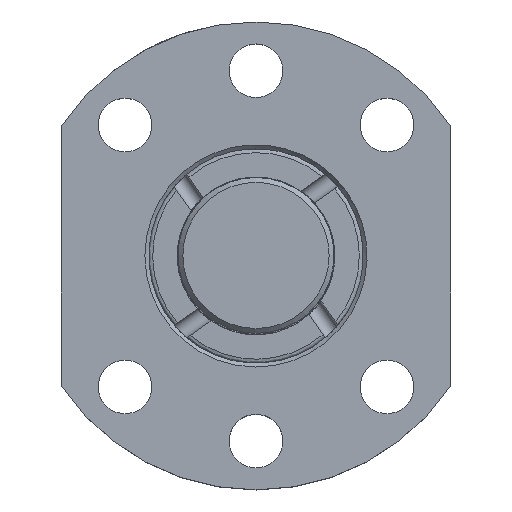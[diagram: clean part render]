
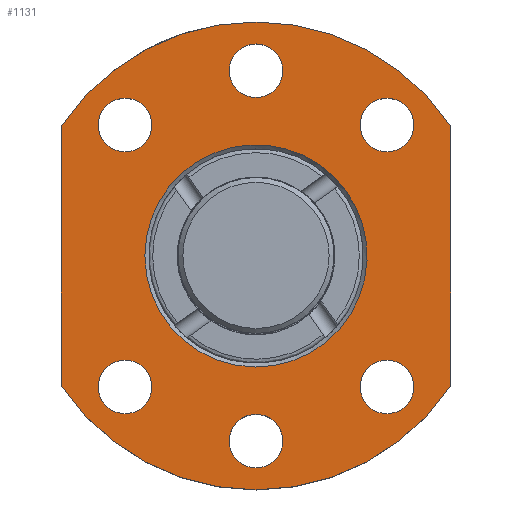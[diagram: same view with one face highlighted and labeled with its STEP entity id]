
A CAD part, top view. The second image highlights one B-rep face of the part: STEP entity #1131.
In plain terms, the highlighted planar face has unit normal (0, 0, 1).
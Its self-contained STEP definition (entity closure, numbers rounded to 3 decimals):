
#60=LINE('',#2050,#100);
#61=LINE('',#2051,#101);
#100=VECTOR('',#1529,1000.);
#101=VECTOR('',#1530,1000.);
#124=PLANE('',#1266);
#308=ORIENTED_EDGE('',*,*,#604,.T.);
#309=ORIENTED_EDGE('',*,*,#605,.T.);
#310=ORIENTED_EDGE('',*,*,#599,.F.);
#311=ORIENTED_EDGE('',*,*,#606,.T.);
#312=ORIENTED_EDGE('',*,*,#595,.F.);
#313=ORIENTED_EDGE('',*,*,#607,.T.);
#314=ORIENTED_EDGE('',*,*,#608,.T.);
#315=ORIENTED_EDGE('',*,*,#609,.T.);
#316=ORIENTED_EDGE('',*,*,#610,.T.);
#317=ORIENTED_EDGE('',*,*,#611,.T.);
#318=ORIENTED_EDGE('',*,*,#612,.T.);
#595=EDGE_CURVE('',#721,#722,#803,.T.);
#599=EDGE_CURVE('',#725,#726,#805,.T.);
#604=EDGE_CURVE('',#730,#730,#807,.T.);
#605=EDGE_CURVE('',#731,#731,#808,.T.);
#606=EDGE_CURVE('',#725,#722,#60,.T.);
#607=EDGE_CURVE('',#721,#726,#61,.T.);
#608=EDGE_CURVE('',#732,#732,#809,.T.);
#609=EDGE_CURVE('',#733,#733,#810,.T.);
#610=EDGE_CURVE('',#734,#734,#811,.T.);
#611=EDGE_CURVE('',#735,#735,#812,.T.);
#612=EDGE_CURVE('',#736,#736,#813,.T.);
#721=VERTEX_POINT('',#2017);
#722=VERTEX_POINT('',#2018);
#725=VERTEX_POINT('',#2026);
#726=VERTEX_POINT('',#2027);
#730=VERTEX_POINT('',#2047);
#731=VERTEX_POINT('',#2049);
#732=VERTEX_POINT('',#2053);
#733=VERTEX_POINT('',#2055);
#734=VERTEX_POINT('',#2057);
#735=VERTEX_POINT('',#2059);
#736=VERTEX_POINT('',#2061);
#803=CIRCLE('',#1261,24.);
#805=CIRCLE('',#1264,24.);
#807=CIRCLE('',#1267,11.4);
#808=CIRCLE('',#1268,2.75);
#809=CIRCLE('',#1269,2.75);
#810=CIRCLE('',#1270,2.75);
#811=CIRCLE('',#1271,2.75);
#812=CIRCLE('',#1272,2.75);
#813=CIRCLE('',#1273,2.75);
#870=EDGE_LOOP('',(#308));
#871=EDGE_LOOP('',(#309));
#872=EDGE_LOOP('',(#310,#311,#312,#313));
#873=EDGE_LOOP('',(#314));
#874=EDGE_LOOP('',(#315));
#875=EDGE_LOOP('',(#316));
#876=EDGE_LOOP('',(#317));
#877=EDGE_LOOP('',(#318));
#984=FACE_BOUND('',#870,.T.);
#985=FACE_BOUND('',#871,.T.);
#986=FACE_BOUND('',#872,.T.);
#987=FACE_BOUND('',#873,.T.);
#988=FACE_BOUND('',#874,.T.);
#989=FACE_BOUND('',#875,.T.);
#990=FACE_BOUND('',#876,.T.);
#991=FACE_BOUND('',#877,.T.);
#1131=ADVANCED_FACE('',(#984,#985,#986,#987,#988,#989,#990,#991),#124,.T.);
#1261=AXIS2_PLACEMENT_3D('',#2016,#1509,#1510);
#1264=AXIS2_PLACEMENT_3D('',#2025,#1517,#1518);
#1266=AXIS2_PLACEMENT_3D('',#2045,#1523,#1524);
#1267=AXIS2_PLACEMENT_3D('',#2046,#1525,#1526);
#1268=AXIS2_PLACEMENT_3D('',#2048,#1527,#1528);
#1269=AXIS2_PLACEMENT_3D('',#2052,#1531,#1532);
#1270=AXIS2_PLACEMENT_3D('',#2054,#1533,#1534);
#1271=AXIS2_PLACEMENT_3D('',#2056,#1535,#1536);
#1272=AXIS2_PLACEMENT_3D('',#2058,#1537,#1538);
#1273=AXIS2_PLACEMENT_3D('',#2060,#1539,#1540);
#1509=DIRECTION('',(0.,0.,-1.));
#1510=DIRECTION('',(-1.,0.,0.));
#1517=DIRECTION('',(0.,0.,-1.));
#1518=DIRECTION('',(-1.,0.,0.));
#1523=DIRECTION('',(0.,0.,1.));
#1524=DIRECTION('',(1.,0.,0.));
#1525=DIRECTION('',(0.,0.,-1.));
#1526=DIRECTION('',(-1.,0.,0.));
#1527=DIRECTION('',(0.,0.,-1.));
#1528=DIRECTION('',(-1.,0.,0.));
#1529=DIRECTION('',(0.,-1.,0.));
#1530=DIRECTION('',(0.,1.,0.));
#1531=DIRECTION('',(0.,0.,-1.));
#1532=DIRECTION('',(-1.,0.,0.));
#1533=DIRECTION('',(0.,0.,-1.));
#1534=DIRECTION('',(-1.,0.,0.));
#1535=DIRECTION('',(0.,0.,-1.));
#1536=DIRECTION('',(-1.,0.,0.));
#1537=DIRECTION('',(0.,0.,-1.));
#1538=DIRECTION('',(-1.,0.,0.));
#1539=DIRECTION('',(0.,0.,-1.));
#1540=DIRECTION('',(-1.,0.,0.));
#2016=CARTESIAN_POINT('',(0.,0.,45.));
#2017=CARTESIAN_POINT('',(20.,-13.266,45.));
#2018=CARTESIAN_POINT('',(-20.,-13.266,45.));
#2025=CARTESIAN_POINT('',(0.,0.,45.));
#2026=CARTESIAN_POINT('',(-20.,13.266,45.));
#2027=CARTESIAN_POINT('',(20.,13.266,45.));
#2045=CARTESIAN_POINT('',(0.,24.,45.));
#2046=CARTESIAN_POINT('',(0.,0.,45.));
#2047=CARTESIAN_POINT('',(-11.4,0.,45.));
#2048=CARTESIAN_POINT('',(0.,19.,45.));
#2049=CARTESIAN_POINT('',(-2.75,19.,45.));
#2050=CARTESIAN_POINT('',(-20.,29.,45.));
#2051=CARTESIAN_POINT('',(20.,-29.,45.));
#2052=CARTESIAN_POINT('',(-13.435,-13.435,45.));
#2053=CARTESIAN_POINT('',(-16.185,-13.435,45.));
#2054=CARTESIAN_POINT('',(0.,-19.,45.));
#2055=CARTESIAN_POINT('',(-2.75,-19.,45.));
#2056=CARTESIAN_POINT('',(13.435,-13.435,45.));
#2057=CARTESIAN_POINT('',(10.685,-13.435,45.));
#2058=CARTESIAN_POINT('',(-13.435,13.435,45.));
#2059=CARTESIAN_POINT('',(-16.185,13.435,45.));
#2060=CARTESIAN_POINT('',(13.435,13.435,45.));
#2061=CARTESIAN_POINT('',(10.685,13.435,45.));
